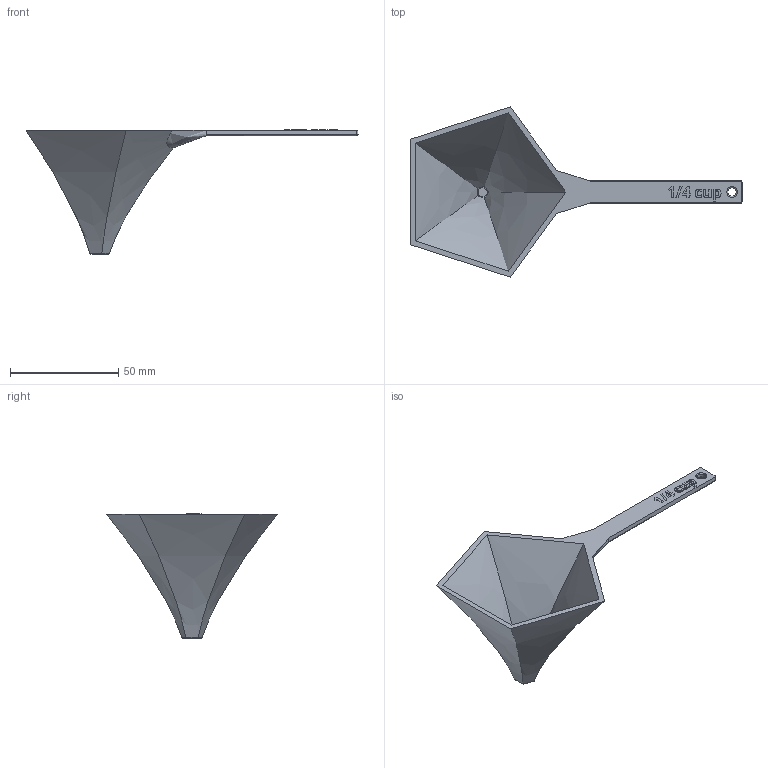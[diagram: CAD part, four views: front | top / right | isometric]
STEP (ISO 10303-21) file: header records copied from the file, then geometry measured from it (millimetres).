
FILE_DESCRIPTION( ( '' ), ' ' );
FILE_NAME( '5a7cdbf56172720ec46446b5.step', '2018-02-08T23:23:34', ( '' ), ( '' ), ' ', ' ', ' ' );
FILE_SCHEMA( ( 'AUTOMOTIVE_DESIGN { 1 0 10303 214 1 1 1 1 }' ) );
Length unit declared in the file: metre
Products named in the file (1): Part 2
Bounding box: 153.43 x 78.82 x 57.39 mm (x, y, z)
Volume: 17687.7 mm3; surface area: 17800.3 mm2
Topology: 1 solids, 1 shells, 139 faces, 373 edges, 242 vertices
Faces by surface type: plane 63, bspline 61, offset 5, cylinder 5, torus 2, sphere 2, cone 1
Entity records: 7872 total; most frequent: CARTESIAN_POINT 3817, ORIENTED_EDGE 734, EDGE_CURVE 367, DIRECTION 362, VERTEX_POINT 241, LINE 188, VECTOR 188, B_SPLINE_CURVE_WITH_KNOTS 166
